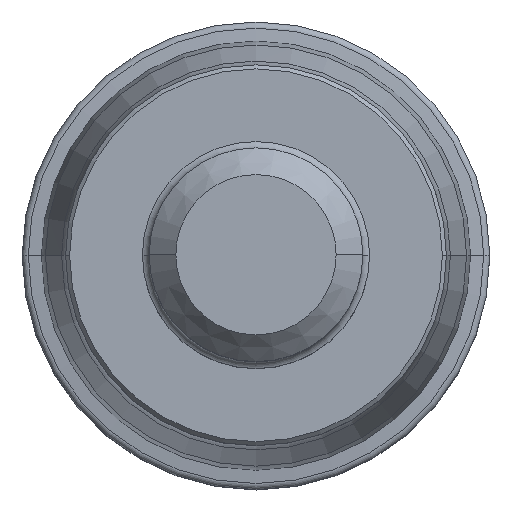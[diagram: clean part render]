
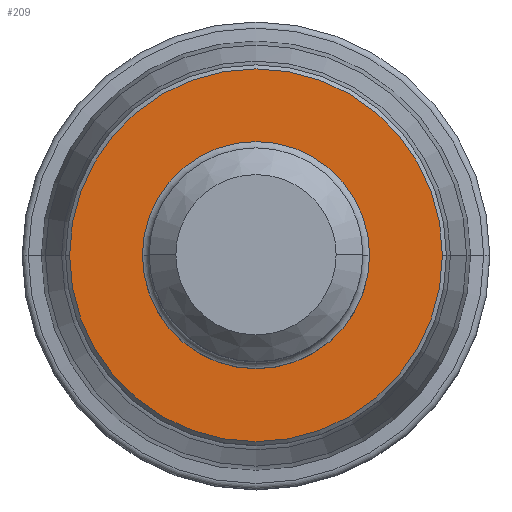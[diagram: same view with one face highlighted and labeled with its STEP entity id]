
A CAD part, top view. The second image highlights one B-rep face of the part: STEP entity #209.
In plain terms, the highlighted planar face has unit normal (0, 0, 1).
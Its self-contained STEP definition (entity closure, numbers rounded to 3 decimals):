
#209=ADVANCED_FACE('',(#260,#261),#255,.F.);
#255=PLANE('',#1290);
#260=FACE_BOUND('',#290,.T.);
#261=FACE_BOUND('',#291,.T.);
#290=EDGE_LOOP('',(#448,#449));
#291=EDGE_LOOP('',(#450,#451));
#448=ORIENTED_EDGE('',*,*,#768,.T.);
#449=ORIENTED_EDGE('',*,*,#769,.T.);
#450=ORIENTED_EDGE('',*,*,#770,.T.);
#451=ORIENTED_EDGE('',*,*,#771,.T.);
#662=VERTEX_POINT('',#2013);
#663=VERTEX_POINT('',#2014);
#664=VERTEX_POINT('',#2017);
#665=VERTEX_POINT('',#2018);
#768=EDGE_CURVE('',#662,#663,#914,.T.);
#769=EDGE_CURVE('',#663,#662,#915,.T.);
#770=EDGE_CURVE('',#664,#665,#916,.T.);
#771=EDGE_CURVE('',#665,#664,#917,.T.);
#914=CIRCLE('',#1286,13.95);
#915=CIRCLE('',#1287,13.95);
#916=CIRCLE('',#1288,8.3);
#917=CIRCLE('',#1289,8.3);
#1286=AXIS2_PLACEMENT_3D('',#2012,#1589,#1590);
#1287=AXIS2_PLACEMENT_3D('',#2015,#1591,#1592);
#1288=AXIS2_PLACEMENT_3D('',#2016,#1593,#1594);
#1289=AXIS2_PLACEMENT_3D('',#2019,#1595,#1596);
#1290=AXIS2_PLACEMENT_3D('',#2020,#1597,#1598);
#1589=DIRECTION('',(0.,0.,1.));
#1590=DIRECTION('',(-1.,0.,0.));
#1591=DIRECTION('',(0.,0.,1.));
#1592=DIRECTION('',(1.,0.,0.));
#1593=DIRECTION('',(0.,0.,-1.));
#1594=DIRECTION('',(1.,0.,0.));
#1595=DIRECTION('',(0.,0.,-1.));
#1596=DIRECTION('',(-1.,0.,0.));
#1597=DIRECTION('',(0.,0.,-1.));
#1598=DIRECTION('',(1.,0.,0.));
#2012=CARTESIAN_POINT('',(0.,0.,0.));
#2013=CARTESIAN_POINT('',(-13.95,0.,0.));
#2014=CARTESIAN_POINT('',(13.95,0.,0.));
#2015=CARTESIAN_POINT('',(0.,0.,0.));
#2016=CARTESIAN_POINT('',(0.,0.,0.));
#2017=CARTESIAN_POINT('',(8.3,0.,0.));
#2018=CARTESIAN_POINT('',(-8.3,0.,0.));
#2019=CARTESIAN_POINT('',(0.,0.,0.));
#2020=CARTESIAN_POINT('',(0.,0.,0.));
